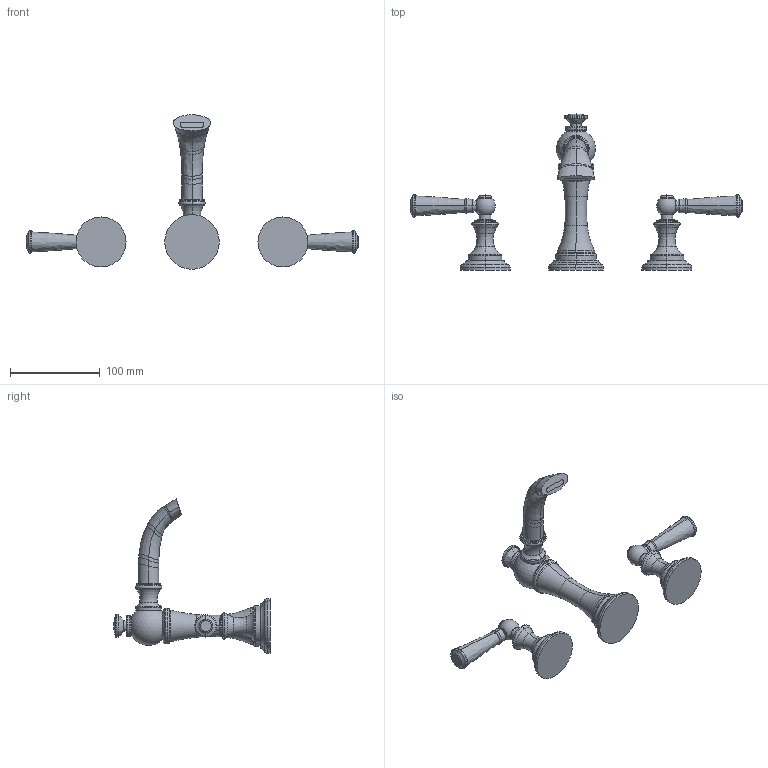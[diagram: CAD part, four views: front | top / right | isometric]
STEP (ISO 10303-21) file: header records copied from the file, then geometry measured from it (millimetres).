
FILE_DESCRIPTION((''),'2;1');
FILE_NAME('2450','2020-11-27T11:20:19',('jinson.thomas'),(''),'CREO PARAMETRIC BY PTC INC, 2018400','CREO PARAMETRIC BY PTC INC, 2018400','');
FILE_SCHEMA(('CONFIG_CONTROL_DESIGN'));
Length unit declared in the file: inch
Products named in the file (1): 2450
Bounding box: 370.84 x 174.93 x 172.54 mm (x, y, z)
Volume: 361169.4 mm3; surface area: 66464.4 mm2
Topology: 3 solids, 3 shells, 283 faces, 618 edges, 357 vertices
Faces by surface type: torus 128, cylinder 62, plane 39, bspline 38, sphere 12, cone 4
Entity records: 9643 total; most frequent: CARTESIAN_POINT 3328, DIRECTION 1505, ORIENTED_EDGE 1210, AXIS2_PLACEMENT_3D 708, EDGE_CURVE 605, CIRCLE 463, VERTEX_POINT 357, EDGE_LOOP 312
